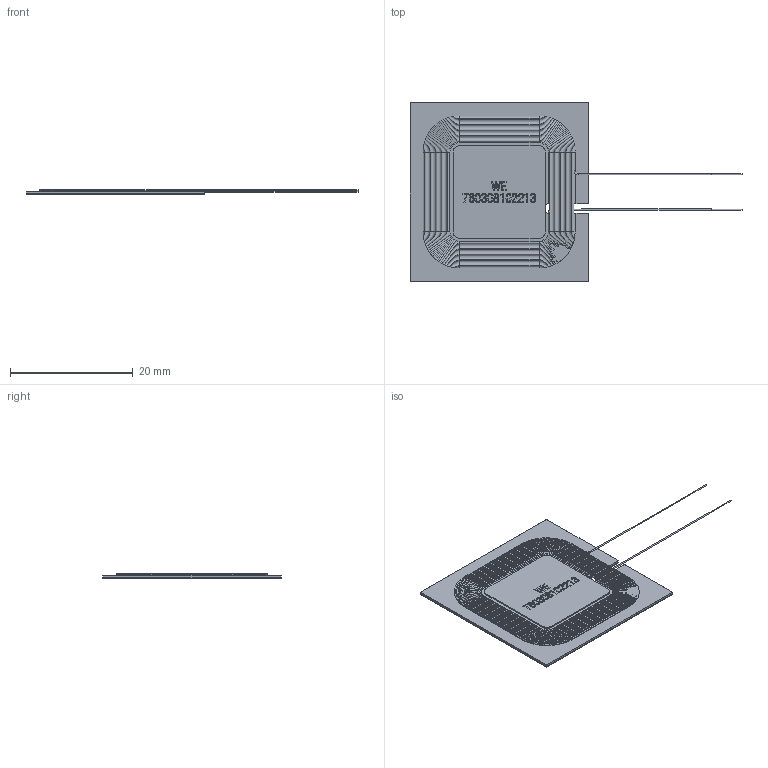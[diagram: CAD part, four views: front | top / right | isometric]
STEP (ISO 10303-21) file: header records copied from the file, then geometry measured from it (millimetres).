
FILE_DESCRIPTION(/* description */ ('Unknown'),/* implementation_level */ '2;1');
FILE_NAME(/* name */ '760308102213',/* time_stamp */ '2016-01-20T11:28:09+01:00',/* author */ ('Unknown'),/* organization */ ('Unknown'),/* preprocessor_version */ 'ST-DEVELOPER v16.7',/* originating_system */ 'DEX',/* authorisation */ $);
FILE_SCHEMA (('AUTOMOTIVE_DESIGN {1 0 10303 214 3 1 1}'));
Length unit declared in the file: millimetre
Products named in the file (10): 760308102213; D-PET 1; C-Ferrite Sheet 1; B-Adhesive Tape 2; B-Adhesive Tape 1; A-Release Paper 1; C-Ferrite Sheet 2; D-PET 2; Coil; B-Adhesive Tape 3
Assembly tree (9 placements, depth 2):
  760308102213
    D-PET 1
    C-Ferrite Sheet 1
    B-Adhesive Tape 2
    B-Adhesive Tape 1
    A-Release Paper 1
    C-Ferrite Sheet 2
    D-PET 2
    Coil
    B-Adhesive Tape 3
Bounding box: 54 x 29 x 0.69 mm (x, y, z)
Volume: 483.1 mm3; surface area: 9635.7 mm2
Topology: 9 solids, 9 shells, 384 faces, 864 edges, 519 vertices
Faces by surface type: plane 155, cylinder 113, torus 64, bspline 52
Full cylindrical faces by diameter (mm): 0.15 x2, 0.18 x87
Entity records: 15803 total; most frequent: CARTESIAN_POINT 6881, DIRECTION 1400, ORIENTED_EDGE 1354, EDGE_CURVE 677, EDGE_LOOP 592, FACE_BOUND 592, AXIS2_PLACEMENT_3D 568, VERTEX_POINT 517
